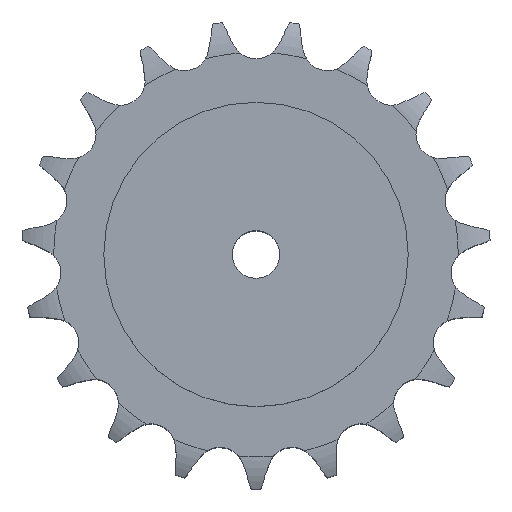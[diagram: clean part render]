
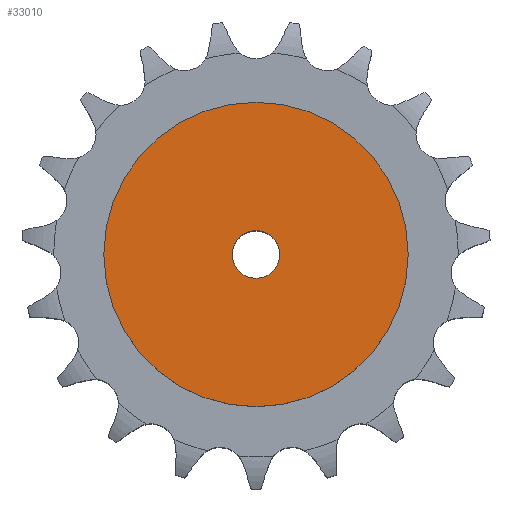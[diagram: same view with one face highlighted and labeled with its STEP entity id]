
A CAD part, top view. The second image highlights one B-rep face of the part: STEP entity #33010.
In plain terms, the highlighted planar face has unit normal (0, 0, 1).
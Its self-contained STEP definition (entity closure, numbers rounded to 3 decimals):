
#17838 = CYLINDRICAL_SURFACE('',#17839,12.5);
#17839 = AXIS2_PLACEMENT_3D('',#17840,#17841,#17842);
#17840 = CARTESIAN_POINT('',(0.,0.,410.796));
#17841 = DIRECTION('',(0.,0.,1.));
#17842 = DIRECTION('',(1.,0.,0.));
#22663 = EDGE_CURVE('',#22664,#22664,#22666,.T.);
#22664 = VERTEX_POINT('',#22665);
#22665 = CARTESIAN_POINT('',(12.5,0.,150.));
#22666 = SURFACE_CURVE('',#22667,(#22672,#22679),.PCURVE_S1.);
#22667 = CIRCLE('',#22668,12.5);
#22668 = AXIS2_PLACEMENT_3D('',#22669,#22670,#22671);
#22669 = CARTESIAN_POINT('',(0.,0.,150.));
#22670 = DIRECTION('',(0.,0.,1.));
#22671 = DIRECTION('',(1.,0.,0.));
#22672 = PCURVE('',#17838,#22673);
#22673 = DEFINITIONAL_REPRESENTATION('',(#22674),#22678);
#22674 = LINE('',#22675,#22676);
#22675 = CARTESIAN_POINT('',(0.,-260.796));
#22676 = VECTOR('',#22677,1.);
#22677 = DIRECTION('',(1.,0.));
#22678 = ( GEOMETRIC_REPRESENTATION_CONTEXT(2) 
PARAMETRIC_REPRESENTATION_CONTEXT() REPRESENTATION_CONTEXT('2D SPACE',''
  ) );
#22679 = PCURVE('',#22680,#22685);
#22680 = PLANE('',#22681);
#22681 = AXIS2_PLACEMENT_3D('',#22682,#22683,#22684);
#22682 = CARTESIAN_POINT('',(0.,0.,150.
    ));
#22683 = DIRECTION('',(0.,0.,1.));
#22684 = DIRECTION('',(1.,0.,0.));
#22685 = DEFINITIONAL_REPRESENTATION('',(#22686),#22690);
#22686 = CIRCLE('',#22687,12.5);
#22687 = AXIS2_PLACEMENT_2D('',#22688,#22689);
#22688 = CARTESIAN_POINT('',(0.,0.));
#22689 = DIRECTION('',(1.,0.));
#22690 = ( GEOMETRIC_REPRESENTATION_CONTEXT(2) 
PARAMETRIC_REPRESENTATION_CONTEXT() REPRESENTATION_CONTEXT('2D SPACE',''
  ) );
#33010 = ADVANCED_FACE('',(#33011,#33042),#22680,.T.);
#33011 = FACE_BOUND('',#33012,.T.);
#33012 = EDGE_LOOP('',(#33013));
#33013 = ORIENTED_EDGE('',*,*,#33014,.T.);
#33014 = EDGE_CURVE('',#33015,#33015,#33017,.T.);
#33015 = VERTEX_POINT('',#33016);
#33016 = CARTESIAN_POINT('',(80.,0.,150.));
#33017 = SURFACE_CURVE('',#33018,(#33023,#33030),.PCURVE_S1.);
#33018 = CIRCLE('',#33019,80.);
#33019 = AXIS2_PLACEMENT_3D('',#33020,#33021,#33022);
#33020 = CARTESIAN_POINT('',(0.,0.,150.));
#33021 = DIRECTION('',(0.,0.,1.));
#33022 = DIRECTION('',(1.,0.,0.));
#33023 = PCURVE('',#22680,#33024);
#33024 = DEFINITIONAL_REPRESENTATION('',(#33025),#33029);
#33025 = CIRCLE('',#33026,80.);
#33026 = AXIS2_PLACEMENT_2D('',#33027,#33028);
#33027 = CARTESIAN_POINT('',(0.,0.));
#33028 = DIRECTION('',(1.,0.));
#33029 = ( GEOMETRIC_REPRESENTATION_CONTEXT(2) 
PARAMETRIC_REPRESENTATION_CONTEXT() REPRESENTATION_CONTEXT('2D SPACE',''
  ) );
#33030 = PCURVE('',#33031,#33036);
#33031 = CYLINDRICAL_SURFACE('',#33032,80.);
#33032 = AXIS2_PLACEMENT_3D('',#33033,#33034,#33035);
#33033 = CARTESIAN_POINT('',(0.,0.,0.));
#33034 = DIRECTION('',(-0.,-0.,-1.));
#33035 = DIRECTION('',(1.,0.,0.));
#33036 = DEFINITIONAL_REPRESENTATION('',(#33037),#33041);
#33037 = LINE('',#33038,#33039);
#33038 = CARTESIAN_POINT('',(-0.,-150.));
#33039 = VECTOR('',#33040,1.);
#33040 = DIRECTION('',(-1.,0.));
#33041 = ( GEOMETRIC_REPRESENTATION_CONTEXT(2) 
PARAMETRIC_REPRESENTATION_CONTEXT() REPRESENTATION_CONTEXT('2D SPACE',''
  ) );
#33042 = FACE_BOUND('',#33043,.T.);
#33043 = EDGE_LOOP('',(#33044));
#33044 = ORIENTED_EDGE('',*,*,#22663,.F.);
